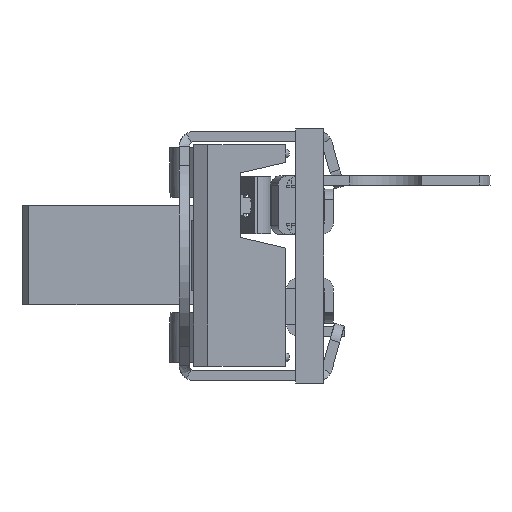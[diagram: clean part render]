
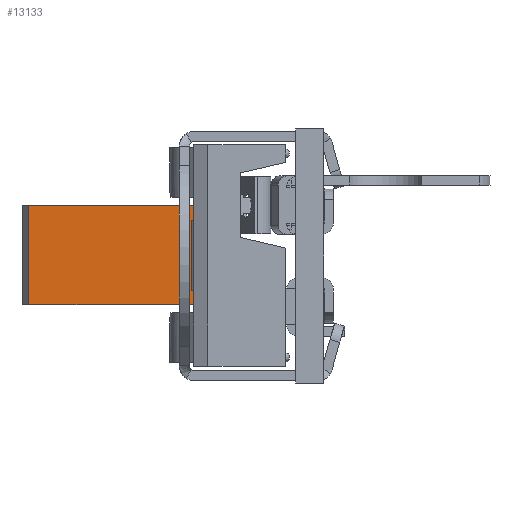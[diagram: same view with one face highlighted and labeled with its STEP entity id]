
A CAD part, left-side view. The second image highlights one B-rep face of the part: STEP entity #13133.
In plain terms, the highlighted planar face has unit normal (-1, 0, 0).
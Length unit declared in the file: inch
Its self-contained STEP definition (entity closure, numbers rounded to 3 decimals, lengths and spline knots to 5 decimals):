
#315=PLANE('',#13903);
#838=FACE_OUTER_BOUND('',#1498,.T.);
#1498=EDGE_LOOP('',(#9348,#9349,#9350,#9351));
#2125=LINE('',#18306,#3604);
#2394=LINE('',#19217,#3873);
#2442=LINE('',#19309,#3921);
#2443=LINE('',#19311,#3922);
#3604=VECTOR('',#14811,0.3937);
#3873=VECTOR('',#15468,0.3937);
#3921=VECTOR('',#15550,0.3937);
#3922=VECTOR('',#15553,0.3937);
#5413=VERTEX_POINT('',#18303);
#5414=VERTEX_POINT('',#18305);
#5651=VERTEX_POINT('',#19214);
#5665=VERTEX_POINT('',#19260);
#6637=EDGE_CURVE('',#5414,#5413,#2125,.T.);
#6998=EDGE_CURVE('',#5413,#5651,#2394,.T.);
#7046=EDGE_CURVE('',#5414,#5665,#2442,.T.);
#7047=EDGE_CURVE('',#5665,#5651,#2443,.T.);
#9348=ORIENTED_EDGE('',*,*,#6998,.T.);
#9349=ORIENTED_EDGE('',*,*,#7047,.F.);
#9350=ORIENTED_EDGE('',*,*,#7046,.F.);
#9351=ORIENTED_EDGE('',*,*,#6637,.T.);
#13133=ADVANCED_FACE('',(#838),#315,.T.);
#13903=AXIS2_PLACEMENT_3D('',#19310,#15551,#15552);
#14811=DIRECTION('',(0.,1.,0.));
#15468=DIRECTION('',(0.,0.,-1.));
#15550=DIRECTION('',(0.,0.,-1.));
#15551=DIRECTION('center_axis',(-1.,0.,0.));
#15552=DIRECTION('ref_axis',(0.,0.,
1.));
#15553=DIRECTION('',(0.,1.,0.));
#18303=CARTESIAN_POINT('',(-0.14374,0.8827,0.05618));
#18305=CARTESIAN_POINT('',(-0.14374,0.5037,0.05618));
#18306=CARTESIAN_POINT('',(-0.14374,0.5037,0.05618));
#19214=CARTESIAN_POINT('',(-0.14374,0.8827,-0.16082));
#19217=CARTESIAN_POINT('',(-0.14374,0.8827,0.05618));
#19260=CARTESIAN_POINT('',(-0.14374,0.5037,-0.16082));
#19309=CARTESIAN_POINT('',(-0.14374,0.5037,0.12293));
#19310=CARTESIAN_POINT('Origin',(-0.14374,0.5037,0.05618));
#19311=CARTESIAN_POINT('',(-0.14374,0.5037,-0.16082));
